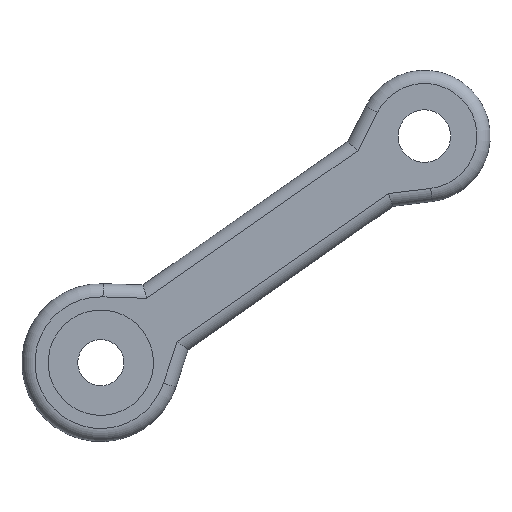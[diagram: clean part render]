
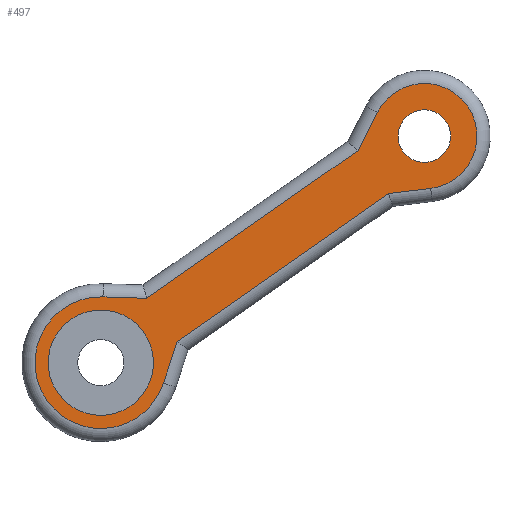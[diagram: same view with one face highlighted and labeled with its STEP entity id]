
A CAD part, front view. The second image highlights one B-rep face of the part: STEP entity #497.
In plain terms, the highlighted face is planar.
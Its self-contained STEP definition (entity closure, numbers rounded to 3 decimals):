
#21=FACE_BOUND('',#96,.T.);
#22=FACE_BOUND('',#97,.T.);
#30=PLANE('',#570);
#61=FACE_OUTER_BOUND('',#95,.T.);
#95=EDGE_LOOP('',(#415,#416,#417,#418,#419,#420,#421,#422));
#96=EDGE_LOOP('',(#423));
#97=EDGE_LOOP('',(#424));
#130=CIRCLE('',#557,4.);
#134=CIRCLE('',#565,5.);
#135=CIRCLE('',#571,2.);
#136=CIRCLE('',#572,4.);
#161=LINE('',#834,#197);
#162=LINE('',#838,#198);
#163=LINE('',#846,#199);
#164=LINE('',#850,#200);
#167=LINE('',#864,#203);
#168=LINE('',#867,#204);
#197=VECTOR('',#671,10.);
#198=VECTOR('',#676,10.);
#199=VECTOR('',#687,10.);
#200=VECTOR('',#692,10.);
#203=VECTOR('',#707,10.);
#204=VECTOR('',#712,10.);
#236=VERTEX_POINT('',#831);
#237=VERTEX_POINT('',#833);
#238=VERTEX_POINT('',#837);
#239=VERTEX_POINT('',#841);
#240=VERTEX_POINT('',#845);
#241=VERTEX_POINT('',#849);
#243=VERTEX_POINT('',#855);
#246=VERTEX_POINT('',#863);
#247=VERTEX_POINT('',#872);
#248=VERTEX_POINT('',#874);
#289=EDGE_CURVE('',#236,#237,#161,.T.);
#291=EDGE_CURVE('',#237,#238,#162,.T.);
#294=EDGE_CURVE('',#239,#236,#130,.T.);
#295=EDGE_CURVE('',#240,#239,#163,.T.);
#297=EDGE_CURVE('',#238,#241,#164,.T.);
#302=EDGE_CURVE('',#241,#243,#134,.T.);
#304=EDGE_CURVE('',#243,#246,#167,.T.);
#306=EDGE_CURVE('',#246,#240,#168,.T.);
#309=EDGE_CURVE('',#247,#247,#135,.T.);
#310=EDGE_CURVE('',#248,#248,#136,.T.);
#415=ORIENTED_EDGE('',*,*,#289,.F.);
#416=ORIENTED_EDGE('',*,*,#294,.F.);
#417=ORIENTED_EDGE('',*,*,#295,.F.);
#418=ORIENTED_EDGE('',*,*,#306,.F.);
#419=ORIENTED_EDGE('',*,*,#304,.F.);
#420=ORIENTED_EDGE('',*,*,#302,.F.);
#421=ORIENTED_EDGE('',*,*,#297,.F.);
#422=ORIENTED_EDGE('',*,*,#291,.F.);
#423=ORIENTED_EDGE('',*,*,#309,.F.);
#424=ORIENTED_EDGE('',*,*,#310,.F.);
#497=ADVANCED_FACE('',(#61,#21,#22),#30,.F.);
#557=AXIS2_PLACEMENT_3D('',#843,#683,#684);
#565=AXIS2_PLACEMENT_3D('',#859,#702,#703);
#570=AXIS2_PLACEMENT_3D('',#871,#717,#718);
#571=AXIS2_PLACEMENT_3D('',#873,#719,#720);
#572=AXIS2_PLACEMENT_3D('',#875,#721,#722);
#671=DIRECTION('',(0.,0.471,-0.882));
#676=DIRECTION('',(0.,0.,-1.));
#683=DIRECTION('center_axis',(1.,0.,0.));
#684=DIRECTION('ref_axis',(0.,0.,1.));
#687=DIRECTION('',(0.,0.471,0.882));
#692=DIRECTION('',(0.,-0.6,-0.8));
#702=DIRECTION('center_axis',(1.,0.,0.));
#703=DIRECTION('ref_axis',(0.,0.,-1.));
#707=DIRECTION('',(0.,-0.6,0.8));
#712=DIRECTION('',(0.,0.,1.));
#717=DIRECTION('center_axis',(1.,0.,0.));
#718=DIRECTION('ref_axis',(0.,1.,0.));
#719=DIRECTION('center_axis',(-1.,0.,0.));
#720=DIRECTION('ref_axis',(0.,1.,0.));
#721=DIRECTION('center_axis',(-1.,0.,0.));
#722=DIRECTION('ref_axis',(0.,1.,0.));
#831=CARTESIAN_POINT('',(0.,-3.529,28.118));
#833=CARTESIAN_POINT('',(0.,-2.,25.25));
#834=CARTESIAN_POINT('',(0.,-0.311,22.084));
#837=CARTESIAN_POINT('',(0.,-2.,5.667));
#838=CARTESIAN_POINT('',(0.,-2.,19.75));
#841=CARTESIAN_POINT('',(0.,3.529,28.118));
#843=CARTESIAN_POINT('Origin',(0.,0.,30.));
#845=CARTESIAN_POINT('',(0.,2.,25.25));
#846=CARTESIAN_POINT('',(0.,-0.394,20.76));
#849=CARTESIAN_POINT('',(0.,-4.,3.));
#850=CARTESIAN_POINT('',(0.,0.38,8.84));
#855=CARTESIAN_POINT('',(0.,4.,3.));
#859=CARTESIAN_POINT('Origin',(0.,0.,0.));
#863=CARTESIAN_POINT('',(0.,2.,5.667));
#864=CARTESIAN_POINT('',(0.,0.52,7.64));
#867=CARTESIAN_POINT('',(0.,2.,10.25));
#871=CARTESIAN_POINT('Origin',(0.,0.,14.5));
#872=CARTESIAN_POINT('',(0.,-2.,30.));
#873=CARTESIAN_POINT('Origin',(0.,0.,30.));
#874=CARTESIAN_POINT('',(0.,-4.,0.));
#875=CARTESIAN_POINT('Origin',(0.,0.,0.));
